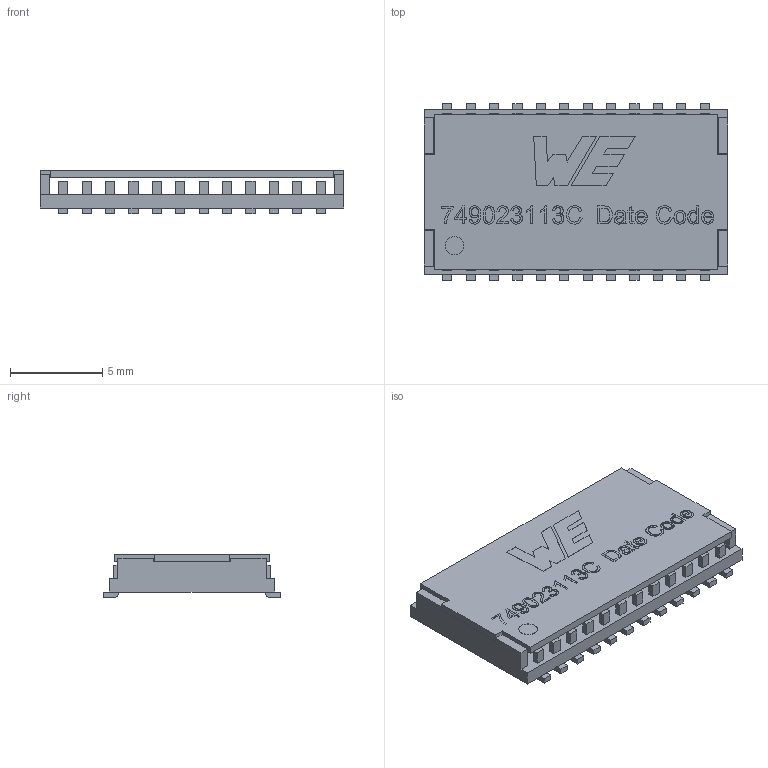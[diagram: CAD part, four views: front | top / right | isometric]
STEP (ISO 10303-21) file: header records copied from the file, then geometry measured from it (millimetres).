
FILE_DESCRIPTION(/* description */ ('Unknown'),/* implementation_level */ '2;1');
FILE_NAME(/* name */ '749023113C',/* time_stamp */ '2024-06-06T13:28:37+08:00',/* author */ ('Unknown'),/* organization */ ('Unknown'),/* preprocessor_version */ 'ST-DEVELOPER v19.4',/* originating_system */ 'Solid Edge',/* authorisation */ 'Unknown');
FILE_SCHEMA (('AUTOMOTIVE_DESIGN {1 0 10303 214 3 1 1}'));
Length unit declared in the file: millimetre
Products named in the file (4): 749023113C; Bottom; Pins; Cover
Assembly tree (3 placements, depth 2):
  749023113C
    Bottom
    Pins
    Cover
Bounding box: 16.5 x 9.6 x 2.34 mm (x, y, z)
Volume: 178.2 mm3; surface area: 774.4 mm2
Topology: 26 solids, 26 shells, 522 faces, 1320 edges, 880 vertices
Faces by surface type: plane 452, bspline 45, cylinder 25
Full cylindrical faces by diameter (mm): 1 x1
Entity records: 19119 total; most frequent: CARTESIAN_POINT 5474, ORIENTED_EDGE 2626, DIRECTION 2097, EDGE_CURVE 1313, LINE 1035, VECTOR 1035, VERTEX_POINT 880, EDGE_LOOP 607
